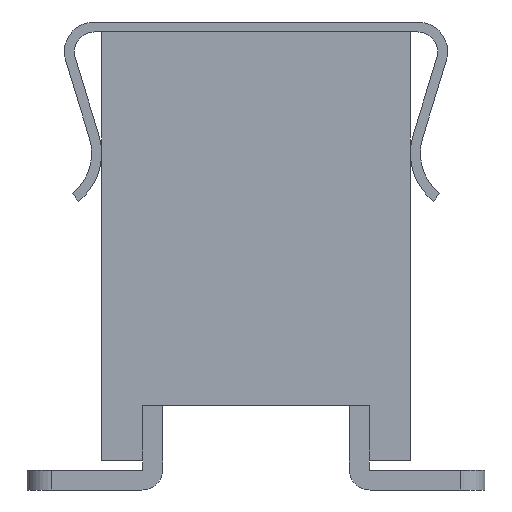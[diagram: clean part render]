
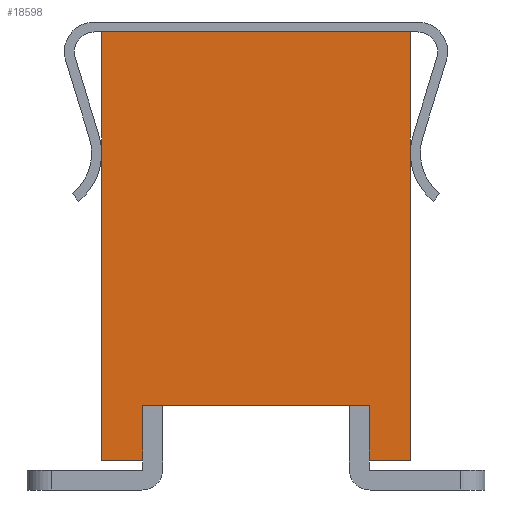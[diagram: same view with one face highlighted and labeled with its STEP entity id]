
A CAD part, left-side view. The second image highlights one B-rep face of the part: STEP entity #18598.
In plain terms, the highlighted face is planar.
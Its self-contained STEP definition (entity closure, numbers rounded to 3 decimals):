
#768=PLANE('',#20502);
#2555=LINE('',#31762,#4375);
#2587=LINE('',#31799,#4407);
#2592=LINE('',#31810,#4412);
#2596=LINE('',#31819,#4416);
#2598=LINE('',#31823,#4418);
#2601=LINE('',#31827,#4421);
#2602=LINE('',#31829,#4422);
#2603=LINE('',#31830,#4423);
#4375=VECTOR('',#25750,1000.);
#4407=VECTOR('',#25784,1000.);
#4412=VECTOR('',#25791,1000.);
#4416=VECTOR('',#25797,1000.);
#4418=VECTOR('',#25801,1000.);
#4421=VECTOR('',#25806,1000.);
#4422=VECTOR('',#25809,1000.);
#4423=VECTOR('',#25810,1000.);
#9642=ORIENTED_EDGE('',*,*,#12617,.T.);
#9643=ORIENTED_EDGE('',*,*,#12603,.T.);
#9644=ORIENTED_EDGE('',*,*,#12618,.T.);
#9645=ORIENTED_EDGE('',*,*,#12571,.T.);
#9646=ORIENTED_EDGE('',*,*,#12614,.T.);
#9647=ORIENTED_EDGE('',*,*,#12608,.F.);
#9648=ORIENTED_EDGE('',*,*,#12619,.F.);
#9649=ORIENTED_EDGE('',*,*,#12612,.T.);
#12571=EDGE_CURVE('',#14364,#14362,#2555,.T.);
#12603=EDGE_CURVE('',#14368,#14367,#2587,.T.);
#12608=EDGE_CURVE('',#14372,#14373,#2592,.T.);
#12612=EDGE_CURVE('',#14377,#14376,#2596,.T.);
#12614=EDGE_CURVE('',#14362,#14373,#2598,.T.);
#12617=EDGE_CURVE('',#14376,#14368,#2601,.T.);
#12618=EDGE_CURVE('',#14367,#14364,#2602,.T.);
#12619=EDGE_CURVE('',#14377,#14372,#2603,.T.);
#14362=VERTEX_POINT('',#31760);
#14364=VERTEX_POINT('',#31763);
#14367=VERTEX_POINT('',#31798);
#14368=VERTEX_POINT('',#31800);
#14372=VERTEX_POINT('',#31809);
#14373=VERTEX_POINT('',#31811);
#14376=VERTEX_POINT('',#31818);
#14377=VERTEX_POINT('',#31820);
#16112=EDGE_LOOP('',(#9642,#9643,#9644,#9645,#9646,#9647,#9648,#9649));
#17148=FACE_BOUND('',#16112,.T.);
#18598=ADVANCED_FACE('',(#17148),#768,.T.);
#20502=AXIS2_PLACEMENT_3D('',#31828,#25807,#25808);
#25750=DIRECTION('',(0.,0.,-1.));
#25784=DIRECTION('',(0.,0.,1.));
#25791=DIRECTION('',(0.,0.,-1.));
#25797=DIRECTION('',(0.,0.,-1.));
#25801=DIRECTION('',(0.,1.,0.));
#25806=DIRECTION('',(0.,1.,0.));
#25807=DIRECTION('',(1.,0.,0.));
#25808=DIRECTION('',(0.,0.,-1.));
#25809=DIRECTION('',(0.,1.,0.));
#25810=DIRECTION('',(0.,1.,0.));
#31760=CARTESIAN_POINT('',(4.645,1.135,-2.15));
#31762=CARTESIAN_POINT('',(4.645,1.135,-1.6));
#31763=CARTESIAN_POINT('',(4.645,1.135,-1.6));
#31798=CARTESIAN_POINT('',(4.645,-1.135,-1.6));
#31799=CARTESIAN_POINT('',(4.645,-1.135,-2.15));
#31800=CARTESIAN_POINT('',(4.645,-1.135,-2.15));
#31809=CARTESIAN_POINT('',(4.645,1.55,2.15));
#31810=CARTESIAN_POINT('',(4.645,1.55,2.15));
#31811=CARTESIAN_POINT('',(4.645,1.55,-2.15));
#31818=CARTESIAN_POINT('',(4.645,-1.55,-2.15));
#31819=CARTESIAN_POINT('',(4.645,-1.55,2.15));
#31820=CARTESIAN_POINT('',(4.645,-1.55,2.15));
#31823=CARTESIAN_POINT('',(4.645,-1.55,-2.15));
#31827=CARTESIAN_POINT('',(4.645,-1.55,-2.15));
#31828=CARTESIAN_POINT('',(4.645,-1.55,2.15));
#31829=CARTESIAN_POINT('',(4.645,-1.135,-1.6));
#31830=CARTESIAN_POINT('',(4.645,-1.55,2.15));
